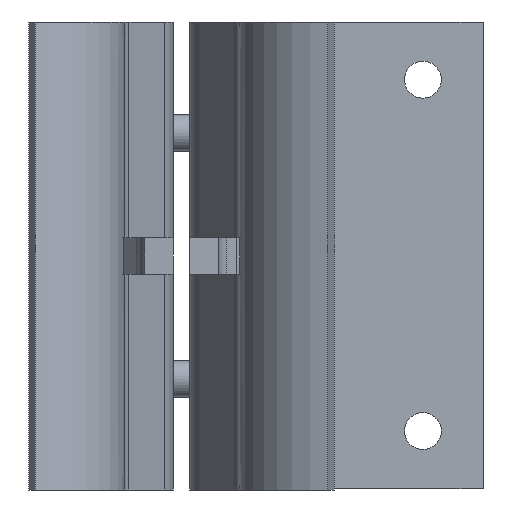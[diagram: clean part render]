
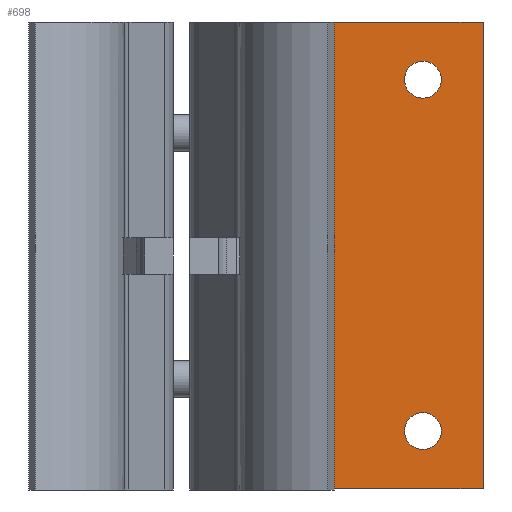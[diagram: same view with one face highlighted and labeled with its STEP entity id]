
A CAD part, front view. The second image highlights one B-rep face of the part: STEP entity #698.
In plain terms, the highlighted face is planar.
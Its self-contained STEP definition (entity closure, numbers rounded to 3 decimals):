
#31 = CARTESIAN_POINT ( 'NONE',  ( 1., 0., 38. ) ) ;
#90 = VERTEX_POINT ( 'NONE', #31 ) ;
#92 = EDGE_CURVE ( 'NONE', #2427, #2367, #2879, .T. ) ;
#140 = DIRECTION ( 'NONE',  ( 0., 1., 0. ) ) ;
#173 = ORIENTED_EDGE ( 'NONE', *, *, #1716, .F. ) ;
#204 = CARTESIAN_POINT ( 'NONE',  ( 18.65, 0., 38. ) ) ;
#228 = VECTOR ( 'NONE', #1038, 1000. ) ;
#294 = DIRECTION ( 'NONE',  ( 1., 0., 0. ) ) ;
#314 = DIRECTION ( 'NONE',  ( 0., 1., 0. ) ) ;
#325 = CARTESIAN_POINT ( 'NONE',  ( 0., 0., 0. ) ) ;
#330 = CARTESIAN_POINT ( 'NONE',  ( 13.75, 0., 3.2 ) ) ;
#367 = LINE ( 'NONE', #325, #2497 ) ;
#372 = ORIENTED_EDGE ( 'NONE', *, *, #3299, .T. ) ;
#379 = EDGE_CURVE ( 'NONE', #3326, #1377, #3767, .T. ) ;
#473 = ORIENTED_EDGE ( 'NONE', *, *, #92, .F. ) ;
#639 = DIRECTION ( 'NONE',  ( 0., 0., -1. ) ) ;
#662 = DIRECTION ( 'NONE',  ( 0., 0., 1. ) ) ;
#698 = ADVANCED_FACE ( 'NONE', ( #2829, #1902, #3135 ), #2914, .T. ) ;
#790 = ORIENTED_EDGE ( 'NONE', *, *, #2580, .F. ) ;
#969 = CARTESIAN_POINT ( 'NONE',  ( 13.75, 0., 31.8 ) ) ;
#1038 = DIRECTION ( 'NONE',  ( 0., 0., -1. ) ) ;
#1068 = DIRECTION ( 'NONE',  ( 0., 0., -1. ) ) ;
#1108 = CARTESIAN_POINT ( 'NONE',  ( 18.65, 0., 0. ) ) ;
#1119 = ORIENTED_EDGE ( 'NONE', *, *, #1153, .F. ) ;
#1128 = CARTESIAN_POINT ( 'NONE',  ( 0., 0., 38. ) ) ;
#1153 = EDGE_CURVE ( 'NONE', #2367, #2427, #1797, .T. ) ;
#1205 = EDGE_CURVE ( 'NONE', #2654, #1844, #3524, .T. ) ;
#1302 = DIRECTION ( 'NONE',  ( 0., 1., 0. ) ) ;
#1313 = AXIS2_PLACEMENT_3D ( 'NONE', #1360, #2594, #3164 ) ;
#1360 = CARTESIAN_POINT ( 'NONE',  ( 13.75, 0., 33.3 ) ) ;
#1377 = VERTEX_POINT ( 'NONE', #3045 ) ;
#1466 = VERTEX_POINT ( 'NONE', #3395 ) ;
#1660 = EDGE_LOOP ( 'NONE', ( #173, #790, #372, #1677 ) ) ;
#1677 = ORIENTED_EDGE ( 'NONE', *, *, #1205, .T. ) ;
#1686 = CARTESIAN_POINT ( 'NONE',  ( 13.75, 0., 4.7 ) ) ;
#1716 = EDGE_CURVE ( 'NONE', #1466, #1844, #367, .T. ) ;
#1787 = CARTESIAN_POINT ( 'NONE',  ( 0., 0., 38. ) ) ;
#1797 = CIRCLE ( 'NONE', #3214, 1.5 ) ;
#1815 = VECTOR ( 'NONE', #294, 1000. ) ;
#1844 = VERTEX_POINT ( 'NONE', #1108 ) ;
#1902 = FACE_BOUND ( 'NONE', #2337, .T. ) ;
#2007 = LINE ( 'NONE', #3843, #2529 ) ;
#2021 = DIRECTION ( 'NONE',  ( 0., 0., 1. ) ) ;
#2041 = EDGE_LOOP ( 'NONE', ( #473, #1119 ) ) ;
#2155 = AXIS2_PLACEMENT_3D ( 'NONE', #3360, #314, #639 ) ;
#2337 = EDGE_LOOP ( 'NONE', ( #2426, #3296 ) ) ;
#2340 = DIRECTION ( 'NONE',  ( 0., 1., 0. ) ) ;
#2367 = VERTEX_POINT ( 'NONE', #330 ) ;
#2385 = AXIS2_PLACEMENT_3D ( 'NONE', #1128, #2340, #2021 ) ;
#2426 = ORIENTED_EDGE ( 'NONE', *, *, #2977, .F. ) ;
#2427 = VERTEX_POINT ( 'NONE', #3059 ) ;
#2497 = VECTOR ( 'NONE', #3408, 1000. ) ;
#2529 = VECTOR ( 'NONE', #1068, 1000. ) ;
#2580 = EDGE_CURVE ( 'NONE', #90, #1466, #2007, .T. ) ;
#2594 = DIRECTION ( 'NONE',  ( 0., 1., 0. ) ) ;
#2654 = VERTEX_POINT ( 'NONE', #204 ) ;
#2829 = FACE_BOUND ( 'NONE', #2041, .T. ) ;
#2860 = AXIS2_PLACEMENT_3D ( 'NONE', #3747, #1302, #662 ) ;
#2879 = CIRCLE ( 'NONE', #2155, 1.5 ) ;
#2914 = PLANE ( 'NONE',  #2385 ) ;
#2977 = EDGE_CURVE ( 'NONE', #1377, #3326, #3253, .T. ) ;
#3045 = CARTESIAN_POINT ( 'NONE',  ( 13.75, 0., 34.8 ) ) ;
#3059 = CARTESIAN_POINT ( 'NONE',  ( 13.75, 0., 6.2 ) ) ;
#3135 = FACE_OUTER_BOUND ( 'NONE', #1660, .T. ) ;
#3164 = DIRECTION ( 'NONE',  ( 0., 0., 1. ) ) ;
#3214 = AXIS2_PLACEMENT_3D ( 'NONE', #1686, #140, #3810 ) ;
#3253 = CIRCLE ( 'NONE', #2860, 1.5 ) ;
#3288 = CARTESIAN_POINT ( 'NONE',  ( 18.65, 0., 38. ) ) ;
#3296 = ORIENTED_EDGE ( 'NONE', *, *, #379, .F. ) ;
#3299 = EDGE_CURVE ( 'NONE', #90, #2654, #3323, .T. ) ;
#3323 = LINE ( 'NONE', #1787, #1815 ) ;
#3326 = VERTEX_POINT ( 'NONE', #969 ) ;
#3360 = CARTESIAN_POINT ( 'NONE',  ( 13.75, 0., 4.7 ) ) ;
#3395 = CARTESIAN_POINT ( 'NONE',  ( 1., 0., 0. ) ) ;
#3408 = DIRECTION ( 'NONE',  ( 1., 0., 0. ) ) ;
#3524 = LINE ( 'NONE', #3288, #228 ) ;
#3747 = CARTESIAN_POINT ( 'NONE',  ( 13.75, 0., 33.3 ) ) ;
#3767 = CIRCLE ( 'NONE', #1313, 1.5 ) ;
#3810 = DIRECTION ( 'NONE',  ( 0., 0., -1. ) ) ;
#3843 = CARTESIAN_POINT ( 'NONE',  ( 1., 0., 38. ) ) ;
